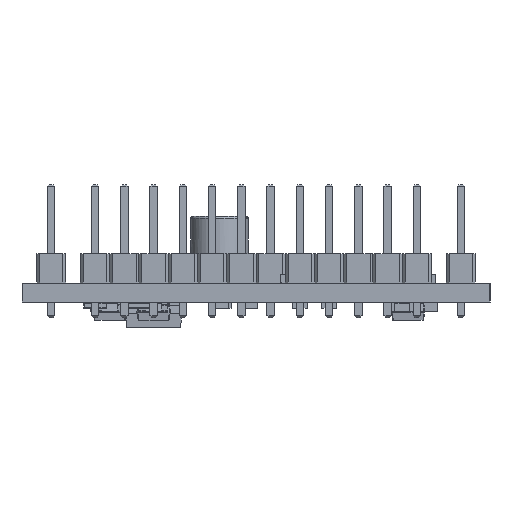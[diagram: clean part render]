
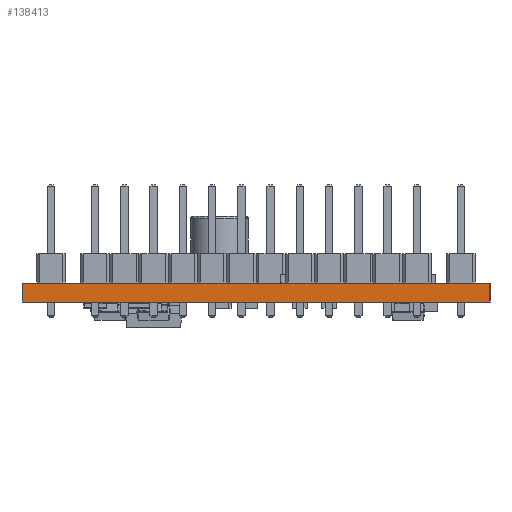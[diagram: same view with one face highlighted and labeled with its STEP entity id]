
A CAD part, left-side view. The second image highlights one B-rep face of the part: STEP entity #138413.
In plain terms, the highlighted planar face has unit normal (-1, 0, 0).
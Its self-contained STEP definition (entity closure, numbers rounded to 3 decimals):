
#138413 = ADVANCED_FACE('',(#138414),#138428,.F.);
#138414 = FACE_BOUND('',#138415,.F.);
#138415 = EDGE_LOOP('',(#138416,#138451,#138479,#138507));
#138416 = ORIENTED_EDGE('',*,*,#138417,.T.);
#138417 = EDGE_CURVE('',#138418,#138420,#138422,.T.);
#138418 = VERTEX_POINT('',#138419);
#138419 = CARTESIAN_POINT('',(64.77,-113.03,0.));
#138420 = VERTEX_POINT('',#138421);
#138421 = CARTESIAN_POINT('',(64.77,-113.03,1.6));
#138422 = SURFACE_CURVE('',#138423,(#138427,#138439),.PCURVE_S1.);
#138423 = LINE('',#138424,#138425);
#138424 = CARTESIAN_POINT('',(64.77,-113.03,0.));
#138425 = VECTOR('',#138426,1.);
#138426 = DIRECTION('',(0.,0.,1.));
#138427 = PCURVE('',#138428,#138433);
#138428 = PLANE('',#138429);
#138429 = AXIS2_PLACEMENT_3D('',#138430,#138431,#138432);
#138430 = CARTESIAN_POINT('',(64.77,-113.03,0.));
#138431 = DIRECTION('',(1.,0.,-0.));
#138432 = DIRECTION('',(0.,-1.,0.));
#138433 = DEFINITIONAL_REPRESENTATION('',(#138434),#138438);
#138434 = LINE('',#138435,#138436);
#138435 = CARTESIAN_POINT('',(0.,0.));
#138436 = VECTOR('',#138437,1.);
#138437 = DIRECTION('',(0.,-1.));
#138438 = ( GEOMETRIC_REPRESENTATION_CONTEXT(2) 
PARAMETRIC_REPRESENTATION_CONTEXT() REPRESENTATION_CONTEXT('2D SPACE',''
  ) );
#138439 = PCURVE('',#138440,#138445);
#138440 = PLANE('',#138441);
#138441 = AXIS2_PLACEMENT_3D('',#138442,#138443,#138444);
#138442 = CARTESIAN_POINT('',(123.825,-113.03,0.));
#138443 = DIRECTION('',(0.,-1.,0.));
#138444 = DIRECTION('',(-1.,0.,0.));
#138445 = DEFINITIONAL_REPRESENTATION('',(#138446),#138450);
#138446 = LINE('',#138447,#138448);
#138447 = CARTESIAN_POINT('',(59.055,0.));
#138448 = VECTOR('',#138449,1.);
#138449 = DIRECTION('',(0.,-1.));
#138450 = ( GEOMETRIC_REPRESENTATION_CONTEXT(2) 
PARAMETRIC_REPRESENTATION_CONTEXT() REPRESENTATION_CONTEXT('2D SPACE',''
  ) );
#138451 = ORIENTED_EDGE('',*,*,#138452,.T.);
#138452 = EDGE_CURVE('',#138420,#138453,#138455,.T.);
#138453 = VERTEX_POINT('',#138454);
#138454 = CARTESIAN_POINT('',(64.77,-153.67,1.6));
#138455 = SURFACE_CURVE('',#138456,(#138460,#138467),.PCURVE_S1.);
#138456 = LINE('',#138457,#138458);
#138457 = CARTESIAN_POINT('',(64.77,-113.03,1.6));
#138458 = VECTOR('',#138459,1.);
#138459 = DIRECTION('',(0.,-1.,0.));
#138460 = PCURVE('',#138428,#138461);
#138461 = DEFINITIONAL_REPRESENTATION('',(#138462),#138466);
#138462 = LINE('',#138463,#138464);
#138463 = CARTESIAN_POINT('',(0.,-1.6));
#138464 = VECTOR('',#138465,1.);
#138465 = DIRECTION('',(1.,0.));
#138466 = ( GEOMETRIC_REPRESENTATION_CONTEXT(2) 
PARAMETRIC_REPRESENTATION_CONTEXT() REPRESENTATION_CONTEXT('2D SPACE',''
  ) );
#138467 = PCURVE('',#138468,#138473);
#138468 = PLANE('',#138469);
#138469 = AXIS2_PLACEMENT_3D('',#138470,#138471,#138472);
#138470 = CARTESIAN_POINT('',(64.77,-113.03,1.6));
#138471 = DIRECTION('',(0.,0.,-1.));
#138472 = DIRECTION('',(-1.,0.,-0.));
#138473 = DEFINITIONAL_REPRESENTATION('',(#138474),#138478);
#138474 = LINE('',#138475,#138476);
#138475 = CARTESIAN_POINT('',(0.,0.));
#138476 = VECTOR('',#138477,1.);
#138477 = DIRECTION('',(-0.,-1.));
#138478 = ( GEOMETRIC_REPRESENTATION_CONTEXT(2) 
PARAMETRIC_REPRESENTATION_CONTEXT() REPRESENTATION_CONTEXT('2D SPACE',''
  ) );
#138479 = ORIENTED_EDGE('',*,*,#138480,.F.);
#138480 = EDGE_CURVE('',#138481,#138453,#138483,.T.);
#138481 = VERTEX_POINT('',#138482);
#138482 = CARTESIAN_POINT('',(64.77,-153.67,0.));
#138483 = SURFACE_CURVE('',#138484,(#138488,#138495),.PCURVE_S1.);
#138484 = LINE('',#138485,#138486);
#138485 = CARTESIAN_POINT('',(64.77,-153.67,0.));
#138486 = VECTOR('',#138487,1.);
#138487 = DIRECTION('',(0.,0.,1.));
#138488 = PCURVE('',#138428,#138489);
#138489 = DEFINITIONAL_REPRESENTATION('',(#138490),#138494);
#138490 = LINE('',#138491,#138492);
#138491 = CARTESIAN_POINT('',(40.64,0.));
#138492 = VECTOR('',#138493,1.);
#138493 = DIRECTION('',(0.,-1.));
#138494 = ( GEOMETRIC_REPRESENTATION_CONTEXT(2) 
PARAMETRIC_REPRESENTATION_CONTEXT() REPRESENTATION_CONTEXT('2D SPACE',''
  ) );
#138495 = PCURVE('',#138496,#138501);
#138496 = PLANE('',#138497);
#138497 = AXIS2_PLACEMENT_3D('',#138498,#138499,#138500);
#138498 = CARTESIAN_POINT('',(64.77,-153.67,0.));
#138499 = DIRECTION('',(0.,1.,0.));
#138500 = DIRECTION('',(1.,0.,0.));
#138501 = DEFINITIONAL_REPRESENTATION('',(#138502),#138506);
#138502 = LINE('',#138503,#138504);
#138503 = CARTESIAN_POINT('',(0.,0.));
#138504 = VECTOR('',#138505,1.);
#138505 = DIRECTION('',(0.,-1.));
#138506 = ( GEOMETRIC_REPRESENTATION_CONTEXT(2) 
PARAMETRIC_REPRESENTATION_CONTEXT() REPRESENTATION_CONTEXT('2D SPACE',''
  ) );
#138507 = ORIENTED_EDGE('',*,*,#138508,.F.);
#138508 = EDGE_CURVE('',#138418,#138481,#138509,.T.);
#138509 = SURFACE_CURVE('',#138510,(#138514,#138521),.PCURVE_S1.);
#138510 = LINE('',#138511,#138512);
#138511 = CARTESIAN_POINT('',(64.77,-113.03,0.));
#138512 = VECTOR('',#138513,1.);
#138513 = DIRECTION('',(0.,-1.,0.));
#138514 = PCURVE('',#138428,#138515);
#138515 = DEFINITIONAL_REPRESENTATION('',(#138516),#138520);
#138516 = LINE('',#138517,#138518);
#138517 = CARTESIAN_POINT('',(0.,0.));
#138518 = VECTOR('',#138519,1.);
#138519 = DIRECTION('',(1.,0.));
#138520 = ( GEOMETRIC_REPRESENTATION_CONTEXT(2) 
PARAMETRIC_REPRESENTATION_CONTEXT() REPRESENTATION_CONTEXT('2D SPACE',''
  ) );
#138521 = PCURVE('',#138522,#138527);
#138522 = PLANE('',#138523);
#138523 = AXIS2_PLACEMENT_3D('',#138524,#138525,#138526);
#138524 = CARTESIAN_POINT('',(64.77,-113.03,0.));
#138525 = DIRECTION('',(0.,0.,-1.));
#138526 = DIRECTION('',(-1.,0.,-0.));
#138527 = DEFINITIONAL_REPRESENTATION('',(#138528),#138532);
#138528 = LINE('',#138529,#138530);
#138529 = CARTESIAN_POINT('',(0.,0.));
#138530 = VECTOR('',#138531,1.);
#138531 = DIRECTION('',(-0.,-1.));
#138532 = ( GEOMETRIC_REPRESENTATION_CONTEXT(2) 
PARAMETRIC_REPRESENTATION_CONTEXT() REPRESENTATION_CONTEXT('2D SPACE',''
  ) );
